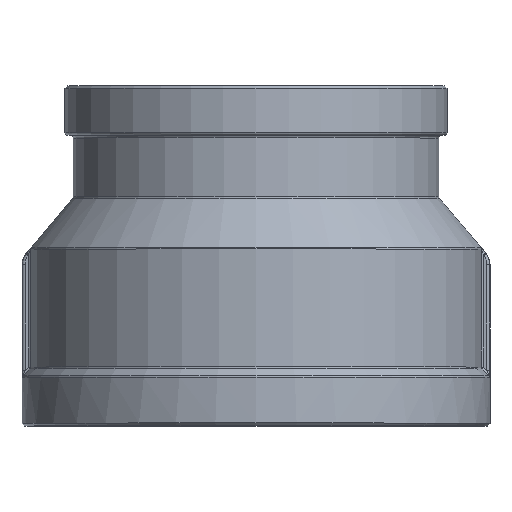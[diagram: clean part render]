
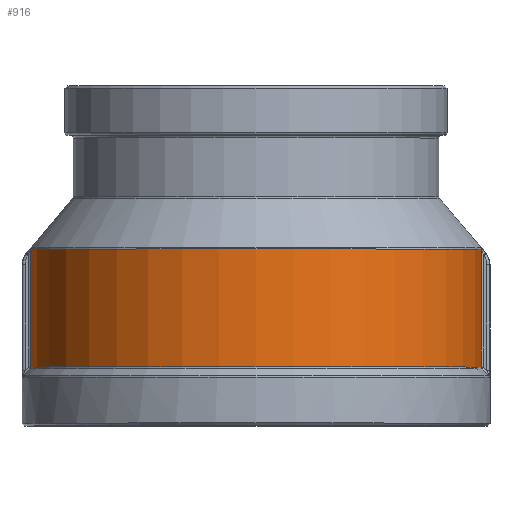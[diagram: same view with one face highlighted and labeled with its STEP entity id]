
A CAD part, top view. The second image highlights one B-rep face of the part: STEP entity #916.
In plain terms, the highlighted cylindrical face has radius 41 mm (diameter 82 mm), a partial arc.
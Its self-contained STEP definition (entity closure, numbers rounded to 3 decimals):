
#31=LINE('',#2045,#51);
#33=LINE('',#2051,#53);
#51=VECTOR('',#1254,21.397);
#53=VECTOR('',#1260,21.397);
#136=CYLINDRICAL_SURFACE('',#1030,41.);
#209=FACE_OUTER_BOUND('',#290,.T.);
#290=EDGE_LOOP('',(#758,#759,#760,#761));
#367=CIRCLE('',#1010,41.);
#379=CIRCLE('',#1031,41.);
#450=VERTEX_POINT('',#1788);
#453=VERTEX_POINT('',#1829);
#465=VERTEX_POINT('',#2044);
#467=VERTEX_POINT('',#2050);
#551=EDGE_CURVE('',#453,#450,#367,.T.);
#574=EDGE_CURVE('',#450,#465,#31,.T.);
#577=EDGE_CURVE('',#467,#453,#33,.T.);
#578=EDGE_CURVE('',#465,#467,#379,.T.);
#758=ORIENTED_EDGE('',*,*,#551,.F.);
#759=ORIENTED_EDGE('',*,*,#577,.F.);
#760=ORIENTED_EDGE('',*,*,#578,.F.);
#761=ORIENTED_EDGE('',*,*,#574,.F.);
#916=ADVANCED_FACE('',(#209),#136,.T.);
#1010=AXIS2_PLACEMENT_3D('',#1845,#1214,#1215);
#1030=AXIS2_PLACEMENT_3D('',#2049,#1258,#1259);
#1031=AXIS2_PLACEMENT_3D('',#2052,#1261,#1262);
#1214=DIRECTION('center_axis',(0.,1.,0.));
#1215=DIRECTION('ref_axis',(0.,0.,1.));
#1254=DIRECTION('',(0.,-1.,0.));
#1258=DIRECTION('center_axis',(0.,-1.,0.));
#1259=DIRECTION('ref_axis',(1.,0.,0.));
#1260=DIRECTION('',(0.,1.,0.));
#1261=DIRECTION('center_axis',(0.,-1.,0.));
#1262=DIRECTION('ref_axis',(-1.,0.,0.));
#1788=CARTESIAN_POINT('',(40.893,1.204,2.964));
#1829=CARTESIAN_POINT('',(-40.893,1.204,2.964));
#1845=CARTESIAN_POINT('Origin',(0.,1.204,0.));
#2044=CARTESIAN_POINT('',(40.893,-20.193,2.964));
#2045=CARTESIAN_POINT('',(40.893,-9.506,2.964));
#2049=CARTESIAN_POINT('Origin',(0.,-9.506,0.));
#2050=CARTESIAN_POINT('',(-40.893,-20.193,2.964));
#2051=CARTESIAN_POINT('',(-40.893,-9.506,2.964));
#2052=CARTESIAN_POINT('Origin',(0.,-20.193,0.));
